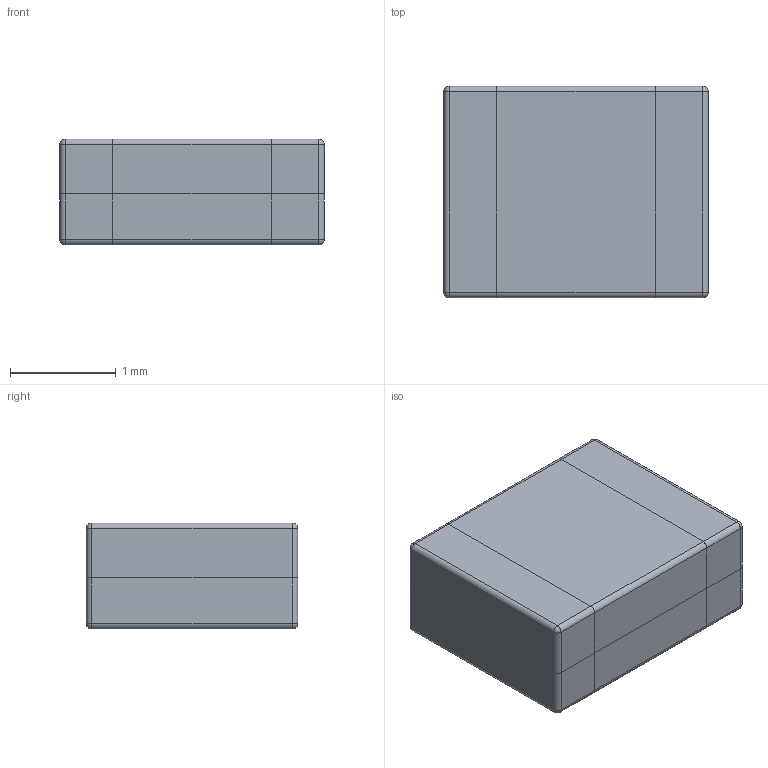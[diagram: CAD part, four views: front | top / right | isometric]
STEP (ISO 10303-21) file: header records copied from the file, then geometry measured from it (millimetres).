
FILE_DESCRIPTION (( 'STEP AP214' ), '1' );
FILE_NAME ('L1008.STEP', '2022-11-16T09:11:21', ( '' ), ( '' ), 'SwSTEP 2.0', 'SolidWorks 2019', '' );
FILE_SCHEMA (( 'AUTOMOTIVE_DESIGN' ));
Length unit declared in the file: millimetre
Products named in the file (1): L1008
Bounding box: 2.5 x 2 x 1 mm (x, y, z)
Volume: 5 mm3; surface area: 36.5 mm2
Topology: 6 solids, 6 shells, 68 faces, 152 edges, 88 vertices
Faces by surface type: plane 36, cylinder 24, sphere 8
Entity records: 2015 total; most frequent: DIRECTION 330, CARTESIAN_POINT 301, ORIENTED_EDGE 288, EDGE_CURVE 144, AXIS2_PLACEMENT_3D 117, LINE 96, VECTOR 96, VERTEX_POINT 88
